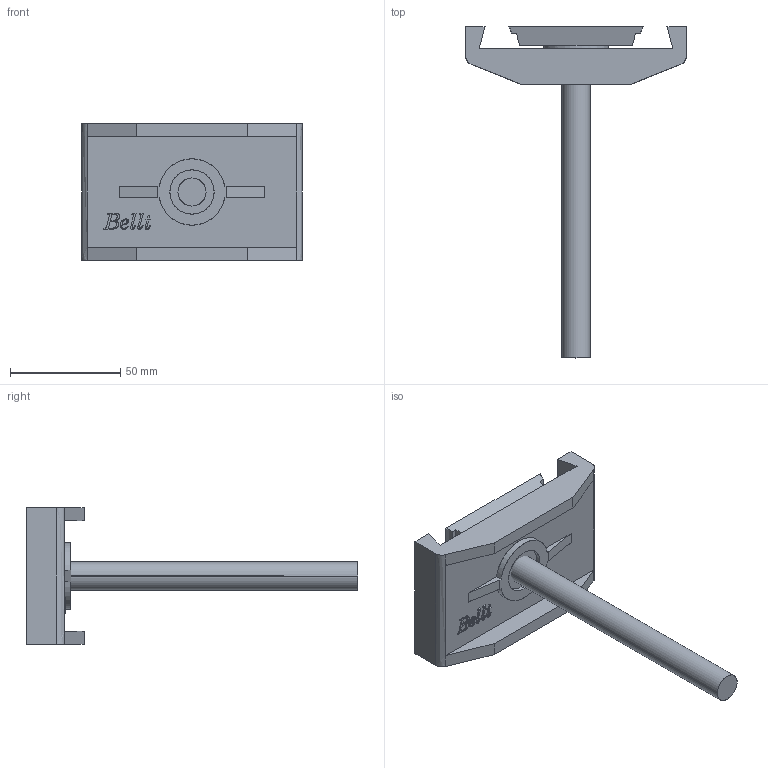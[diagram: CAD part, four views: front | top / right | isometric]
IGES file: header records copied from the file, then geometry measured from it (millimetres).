
Start section: SolidWorks IGES file using analytic representation for surfaces
Global section: file name: Bellt - 025864 - Grampo Duplo.IGS; native system: SolidWorks 2024; preprocessor: SolidWorks 2024; author: User; date: 250925.162611; units: millimetre
Bounding box: 100 x 150.3 x 62 mm (x, y, z)
Surface area: 37625.5 mm2 (no closed solid volume)
Topology: 0 solids, 0 shells, 211 faces, 2861 edges, 2861 vertices
Faces by surface type: bspline 176, revolution 35
